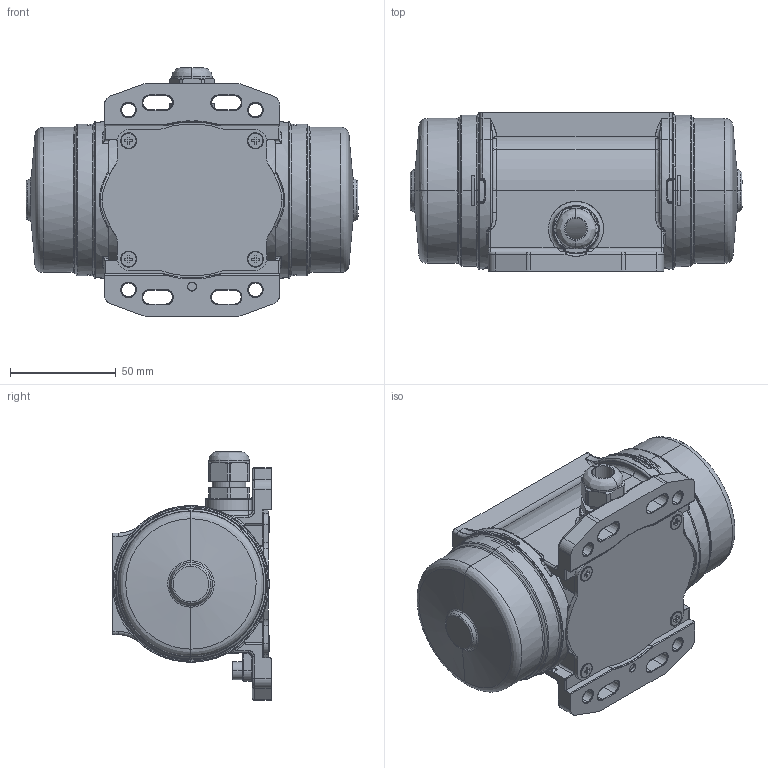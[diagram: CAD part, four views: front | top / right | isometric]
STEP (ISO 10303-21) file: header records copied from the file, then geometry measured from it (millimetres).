
FILE_DESCRIPTION (( 'STEP AP214' ), '1' );
FILE_NAME ('NEA-NEG 5020.STEP', '2022-04-28T07:45:35', ( '' ), ( '' ), 'SwSTEP 2.0', 'SolidWorks 2015', '' );
FILE_SCHEMA (( 'AUTOMOTIVE_DESIGN' ));
Length unit declared in the file: millimetre
Products named in the file (1): NEA-NEG 5020
Bounding box: 157 x 75.01 x 117.5 mm (x, y, z)
Surface area: 130802.6 mm2 (no closed solid volume)
Topology: 0 solids, 1122 shells, 1664 faces, 7387 edges, 6849 vertices
Faces by surface type: plane 858, cylinder 424, bspline 263, cone 119
Entity records: 125609 total; most frequent: CARTESIAN_POINT 70501, DIRECTION 9469, ORIENTED_EDGE 8800, EDGE_CURVE 7362, VERTEX_POINT 6849, VECTOR 4861, LINE 4861, AXIS2_PLACEMENT_3D 2304
